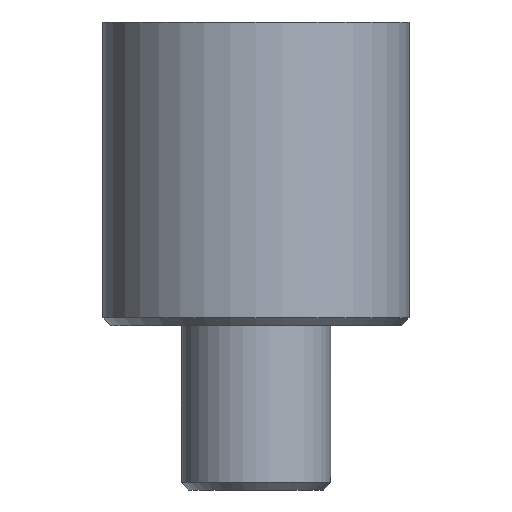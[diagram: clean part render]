
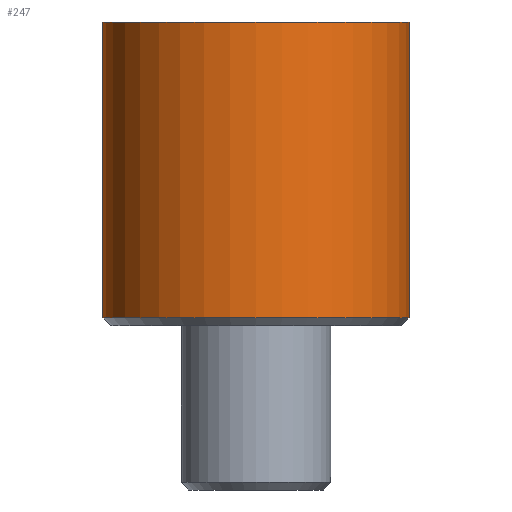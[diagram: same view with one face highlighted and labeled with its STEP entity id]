
A CAD part, front view. The second image highlights one B-rep face of the part: STEP entity #247.
In plain terms, the highlighted cylindrical face has radius 12.1 mm (diameter 24.2 mm), a partial arc.
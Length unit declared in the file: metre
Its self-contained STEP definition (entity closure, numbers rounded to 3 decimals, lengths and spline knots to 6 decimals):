
#20=CYLINDRICAL_SURFACE('',#285,0.0121);
#30=LINE('',#424,#40);
#31=LINE('',#428,#41);
#40=VECTOR('',#341,1.);
#41=VECTOR('',#344,1.);
#60=ORIENTED_EDGE('',*,*,#122,.T.);
#61=ORIENTED_EDGE('',*,*,#123,.T.);
#62=ORIENTED_EDGE('',*,*,#124,.T.);
#63=ORIENTED_EDGE('',*,*,#119,.F.);
#119=EDGE_CURVE('',#150,#151,#171,.T.);
#122=EDGE_CURVE('',#150,#152,#30,.T.);
#123=EDGE_CURVE('',#152,#153,#173,.T.);
#124=EDGE_CURVE('',#153,#151,#31,.F.);
#150=VERTEX_POINT('',#418);
#151=VERTEX_POINT('',#420);
#152=VERTEX_POINT('',#425);
#153=VERTEX_POINT('',#427);
#171=CIRCLE('',#283,0.0121);
#173=CIRCLE('',#286,0.0121);
#191=EDGE_LOOP('',(#60,#61,#62,#63));
#218=FACE_BOUND('',#191,.T.);
#247=ADVANCED_FACE('',(#218),#20,.T.);
#283=AXIS2_PLACEMENT_3D('',#419,#334,#335);
#285=AXIS2_PLACEMENT_3D('',#423,#339,#340);
#286=AXIS2_PLACEMENT_3D('',#426,#342,#343);
#334=DIRECTION('',(0.,0.,1.));
#335=DIRECTION('',(1.,0.,0.));
#339=DIRECTION('',(0.,0.,-1.));
#340=DIRECTION('',(-1.,0.,0.));
#341=DIRECTION('',(0.,0.,-1.));
#342=DIRECTION('',(0.,0.,1.));
#343=DIRECTION('',(1.,0.,0.));
#344=DIRECTION('',(0.,0.,-1.));
#418=CARTESIAN_POINT('',(-0.009511,0.00748,0.016));
#419=CARTESIAN_POINT('',(0.,0.,0.016));
#420=CARTESIAN_POINT('',(0.009511,0.00748,0.016));
#423=CARTESIAN_POINT('',(0.,0.,0.005));
#424=CARTESIAN_POINT('',(-0.009511,0.00748,0.005));
#425=CARTESIAN_POINT('',(-0.009511,0.00748,-0.0074));
#426=CARTESIAN_POINT('',(0.,0.,-0.0074));
#427=CARTESIAN_POINT('',(0.009511,0.00748,-0.0074));
#428=CARTESIAN_POINT('',(0.009511,0.00748,0.005));
